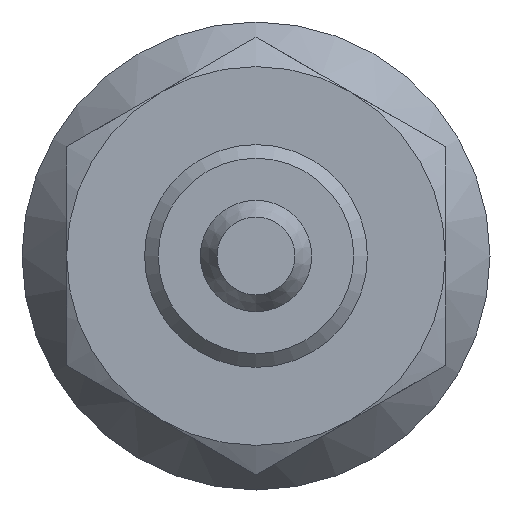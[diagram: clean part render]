
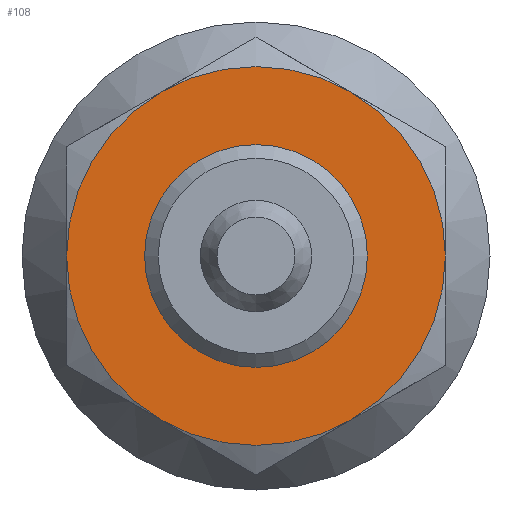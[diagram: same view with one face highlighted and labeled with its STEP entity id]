
A CAD part, front view. The second image highlights one B-rep face of the part: STEP entity #108.
In plain terms, the highlighted planar face has unit normal (0, -1, 0).
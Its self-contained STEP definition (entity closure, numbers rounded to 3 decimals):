
#108 = ADVANCED_FACE( '', ( #248, #249 ), #250, .F. );
#248 = FACE_BOUND( '', #417, .T. );
#249 = FACE_OUTER_BOUND( '', #418, .T. );
#250 = PLANE( '', #419 );
#417 = EDGE_LOOP( '', ( #651 ) );
#418 = EDGE_LOOP( '', ( #652, #653, #654, #655, #656, #657 ) );
#419 = AXIS2_PLACEMENT_3D( '', #658, #659, #660 );
#651 = ORIENTED_EDGE( '', *, *, #914, .F. );
#652 = ORIENTED_EDGE( '', *, *, #954, .T. );
#653 = ORIENTED_EDGE( '', *, *, #955, .T. );
#654 = ORIENTED_EDGE( '', *, *, #920, .T. );
#655 = ORIENTED_EDGE( '', *, *, #886, .T. );
#656 = ORIENTED_EDGE( '', *, *, #934, .T. );
#657 = ORIENTED_EDGE( '', *, *, #956, .T. );
#658 = CARTESIAN_POINT( '', ( 8.5, -18., 0. ) );
#659 = DIRECTION( '', ( 0., 1., 0. ) );
#660 = DIRECTION( '', ( 0., 0., 1. ) );
#886 = EDGE_CURVE( '', #1025, #1022, #1026, .T. );
#914 = EDGE_CURVE( '', #1073, #1073, #1074, .F. );
#920 = EDGE_CURVE( '', #1081, #1025, #1082, .T. );
#934 = EDGE_CURVE( '', #1022, #1052, #1104, .T. );
#954 = EDGE_CURVE( '', #1113, #1131, #1132, .T. );
#955 = EDGE_CURVE( '', #1131, #1081, #1133, .T. );
#956 = EDGE_CURVE( '', #1052, #1113, #1134, .T. );
#1022 = VERTEX_POINT( '', #1214 );
#1025 = VERTEX_POINT( '', #1222 );
#1026 = CIRCLE( '', #1223, 8.5 );
#1052 = VERTEX_POINT( '', #1282 );
#1073 = VERTEX_POINT( '', #1316 );
#1074 = CIRCLE( '', #1317, 5. );
#1081 = VERTEX_POINT( '', #1331 );
#1082 = CIRCLE( '', #1332, 8.5 );
#1104 = CIRCLE( '', #1389, 8.5 );
#1113 = VERTEX_POINT( '', #1411 );
#1131 = VERTEX_POINT( '', #1461 );
#1132 = CIRCLE( '', #1462, 8.5 );
#1133 = CIRCLE( '', #1463, 8.5 );
#1134 = CIRCLE( '', #1464, 8.5 );
#1214 = CARTESIAN_POINT( '', ( -8.5, -18., 0. ) );
#1222 = CARTESIAN_POINT( '', ( -4.25, -18., 7.361 ) );
#1223 = AXIS2_PLACEMENT_3D( '', #1627, #1628, #1629 );
#1282 = CARTESIAN_POINT( '', ( -4.25, -18., -7.361 ) );
#1316 = CARTESIAN_POINT( '', ( 0., -18., 5. ) );
#1317 = AXIS2_PLACEMENT_3D( '', #1659, #1660, #1661 );
#1331 = CARTESIAN_POINT( '', ( 4.25, -18., 7.361 ) );
#1332 = AXIS2_PLACEMENT_3D( '', #1665, #1666, #1667 );
#1389 = AXIS2_PLACEMENT_3D( '', #1674, #1675, #1676 );
#1411 = CARTESIAN_POINT( '', ( 4.25, -18., -7.361 ) );
#1461 = CARTESIAN_POINT( '', ( 8.5, -18., 0. ) );
#1462 = AXIS2_PLACEMENT_3D( '', #1684, #1685, #1686 );
#1463 = AXIS2_PLACEMENT_3D( '', #1687, #1688, #1689 );
#1464 = AXIS2_PLACEMENT_3D( '', #1690, #1691, #1692 );
#1627 = CARTESIAN_POINT( '', ( 0., -18., 0. ) );
#1628 = DIRECTION( '', ( 0., -1., 0. ) );
#1629 = DIRECTION( '', ( 0., 0., -1. ) );
#1659 = CARTESIAN_POINT( '', ( 0., -18., 0. ) );
#1660 = DIRECTION( '', ( 0., 1., 0. ) );
#1661 = DIRECTION( '', ( 0., 0., 1. ) );
#1665 = CARTESIAN_POINT( '', ( 0., -18., 0. ) );
#1666 = DIRECTION( '', ( 0., -1., 0. ) );
#1667 = DIRECTION( '', ( 0., 0., -1. ) );
#1674 = CARTESIAN_POINT( '', ( 0., -18., 0. ) );
#1675 = DIRECTION( '', ( 0., -1., 0. ) );
#1676 = DIRECTION( '', ( 0., 0., -1. ) );
#1684 = CARTESIAN_POINT( '', ( 0., -18., 0. ) );
#1685 = DIRECTION( '', ( 0., -1., 0. ) );
#1686 = DIRECTION( '', ( 0., 0., -1. ) );
#1687 = CARTESIAN_POINT( '', ( 0., -18., 0. ) );
#1688 = DIRECTION( '', ( 0., -1., 0. ) );
#1689 = DIRECTION( '', ( 0., 0., -1. ) );
#1690 = CARTESIAN_POINT( '', ( 0., -18., 0. ) );
#1691 = DIRECTION( '', ( 0., -1., 0. ) );
#1692 = DIRECTION( '', ( 0., 0., -1. ) );
